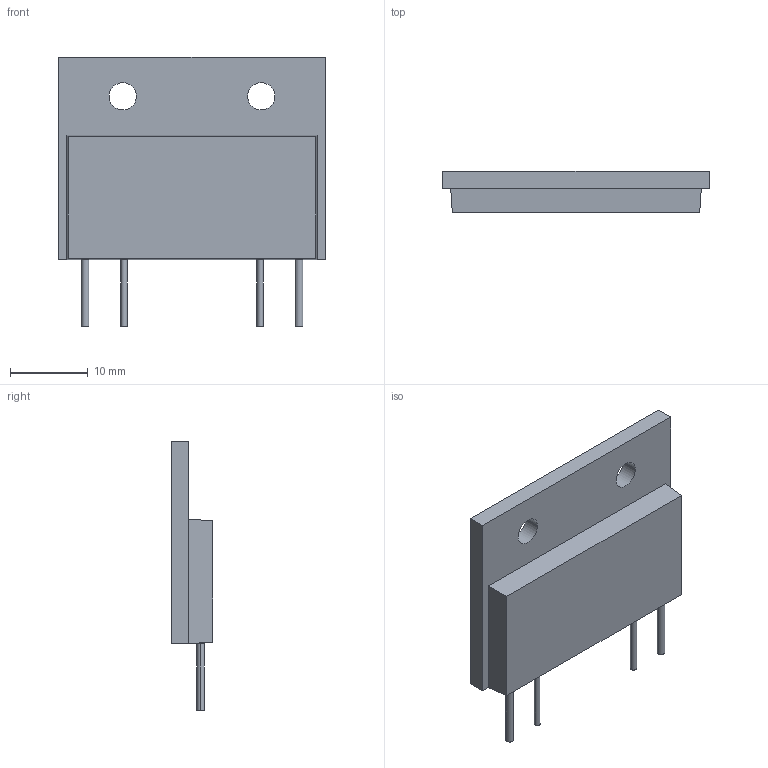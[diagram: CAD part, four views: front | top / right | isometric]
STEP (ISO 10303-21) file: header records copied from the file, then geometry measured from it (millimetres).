
FILE_DESCRIPTION((''),'2;1');
FILE_NAME('RES_VISHAY_VCS332Z_v.stp','2011-03-10T09:11:21',(''),(''),'Mechanical Desktop 2011','Mechanical Desktop 2011',', , ');
FILE_SCHEMA(('AUTOMOTIVE_DESIGN { 1 2 10303 214 1 1 1 1 }'));
Length unit declared in the file: millimetre
Products named in the file (1): Product
Bounding box: 34.2 x 5.33 x 34.6 mm (x, y, z)
Volume: 3518.6 mm3; surface area: 3466.7 mm2
Topology: 6 solids, 6 shells, 32 faces, 60 edges, 40 vertices
Faces by surface type: plane 20, cylinder 12
Entity records: 870 total; most frequent: DIRECTION 150, CARTESIAN_POINT 133, ORIENTED_EDGE 120, EDGE_CURVE 60, AXIS2_PLACEMENT_3D 57, VERTEX_POINT 40, VECTOR 36, LINE 36
